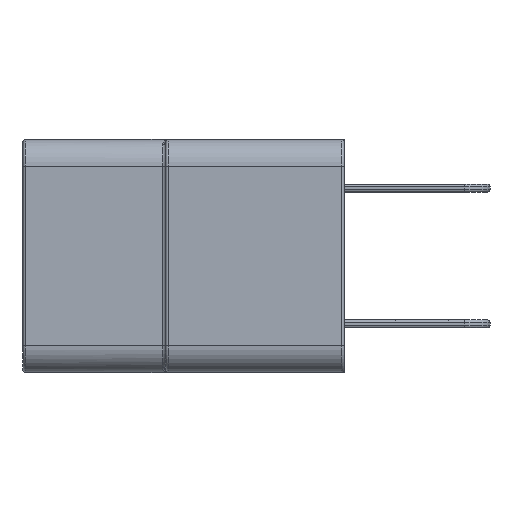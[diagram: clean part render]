
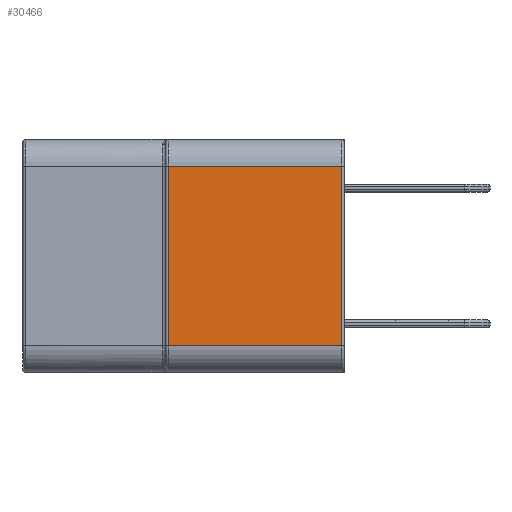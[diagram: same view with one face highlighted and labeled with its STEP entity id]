
A CAD part, left-side view. The second image highlights one B-rep face of the part: STEP entity #30466.
In plain terms, the highlighted planar face has unit normal (-1, 0, 0).
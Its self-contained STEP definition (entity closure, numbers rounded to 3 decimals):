
#308=PLANE('',#32319);
#1489=LINE('',#41467,#4872);
#1490=LINE('',#41474,#4873);
#1491=LINE('',#41476,#4874);
#1492=LINE('',#41477,#4875);
#4872=VECTOR('',#34382,10.);
#4873=VECTOR('',#34393,10.);
#4874=VECTOR('',#34394,10.);
#4875=VECTOR('',#34395,10.);
#8390=FACE_OUTER_BOUND('',#10078,.T.);
#10078=EDGE_LOOP('',(#21133,#21134,#21135,#21136));
#13280=VERTEX_POINT('',#41461);
#13281=VERTEX_POINT('',#41465);
#13282=VERTEX_POINT('',#41473);
#13283=VERTEX_POINT('',#41475);
#16375=EDGE_CURVE('',#13281,#13280,#1489,.T.);
#16378=EDGE_CURVE('',#13282,#13281,#1490,.T.);
#16379=EDGE_CURVE('',#13283,#13282,#1491,.T.);
#16380=EDGE_CURVE('',#13280,#13283,#1492,.T.);
#21133=ORIENTED_EDGE('',*,*,#16375,.F.);
#21134=ORIENTED_EDGE('',*,*,#16378,.F.);
#21135=ORIENTED_EDGE('',*,*,#16379,.F.);
#21136=ORIENTED_EDGE('',*,*,#16380,.F.);
#30466=ADVANCED_FACE('',(#8390),#308,.T.);
#32319=AXIS2_PLACEMENT_3D('',#41472,#34391,#34392);
#34382=DIRECTION('',(0.,0.,-1.));
#34391=DIRECTION('center_axis',(-1.,0.,0.));
#34392=DIRECTION('ref_axis',(0.,-1.,0.));
#34393=DIRECTION('',(0.,-1.,0.));
#34394=DIRECTION('',(0.,0.,1.));
#34395=DIRECTION('',(0.,1.,0.));
#41461=CARTESIAN_POINT('',(-35.28,-5.905,1.));
#41465=CARTESIAN_POINT('',(-35.28,-5.905,7.71));
#41467=CARTESIAN_POINT('',(-35.28,-5.905,0.));
#41472=CARTESIAN_POINT('Origin',(-35.28,0.675,0.));
#41473=CARTESIAN_POINT('',(-35.28,0.575,7.71));
#41474=CARTESIAN_POINT('',(-35.28,0.093,7.71));
#41475=CARTESIAN_POINT('',(-35.28,0.575,1.));
#41476=CARTESIAN_POINT('',(-35.28,0.575,0.));
#41477=CARTESIAN_POINT('',(-35.28,0.093,1.));
